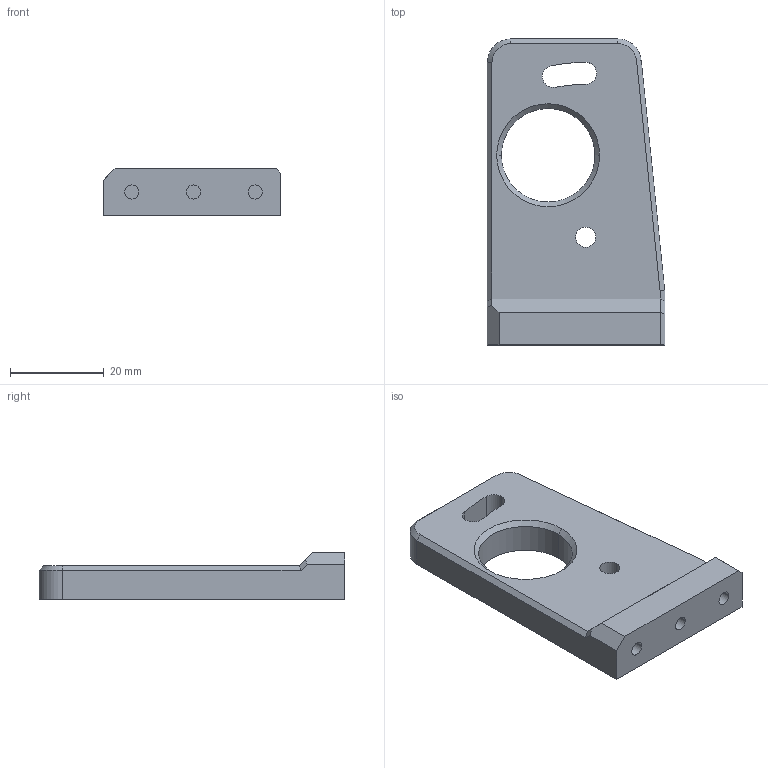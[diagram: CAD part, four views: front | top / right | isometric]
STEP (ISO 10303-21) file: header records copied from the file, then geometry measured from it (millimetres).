
FILE_DESCRIPTION (( 'STEP AP203' ), '1' );
FILE_NAME ('16_DEC_motor_mount_v7_low.step', '2020-05-23T22:36:04', ( '' ), ( '' ), 'SwSTEP 2.0', 'SolidWorks 2019', '' );
FILE_SCHEMA (( 'CONFIG_CONTROL_DESIGN' ));
Length unit declared in the file: millimetre
Products named in the file (1): 16_DEC_motor_mount_v7_low
Bounding box: 37.9 x 65.37 x 10 mm (x, y, z)
Volume: 14488.2 mm3; surface area: 6358.9 mm2
Topology: 1 solids, 1 shells, 45 faces, 106 edges, 66 vertices
Faces by surface type: plane 20, cylinder 19, cone 6
Entity records: 1379 total; most frequent: DIRECTION 240, CARTESIAN_POINT 218, ORIENTED_EDGE 212, EDGE_CURVE 106, AXIS2_PLACEMENT_3D 88, VERTEX_POINT 66, LINE 64, VECTOR 64
